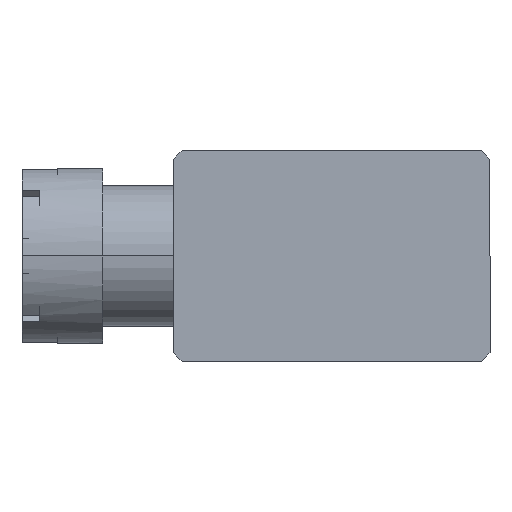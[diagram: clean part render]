
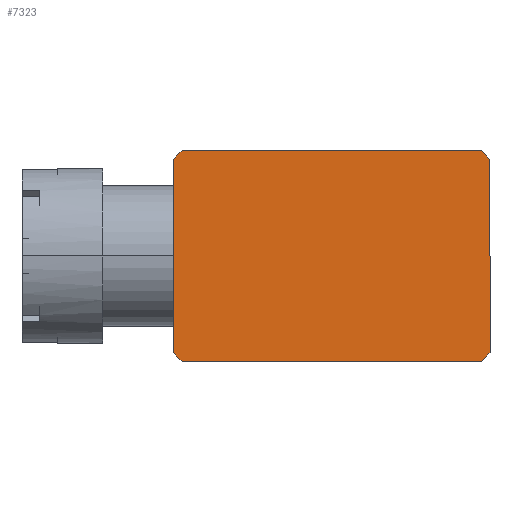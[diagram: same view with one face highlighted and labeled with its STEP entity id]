
A CAD part, left-side view. The second image highlights one B-rep face of the part: STEP entity #7323.
In plain terms, the highlighted face is planar.
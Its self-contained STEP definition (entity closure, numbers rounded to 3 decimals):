
#23 = VERTEX_POINT ( 'NONE', #4259 ) ;
#157 = EDGE_CURVE ( 'NONE', #2465, #6787, #3567, .T. ) ;
#311 = VERTEX_POINT ( 'NONE', #2431 ) ;
#338 = EDGE_CURVE ( 'NONE', #311, #2465, #1644, .T. ) ;
#362 = EDGE_CURVE ( 'NONE', #6787, #2983, #3086, .T. ) ;
#371 = EDGE_CURVE ( 'NONE', #23, #4981, #8049, .T. ) ;
#391 = EDGE_CURVE ( 'NONE', #4163, #1134, #7881, .T. ) ;
#1002 = DIRECTION ( 'NONE',  ( 1., 0., 0. ) ) ;
#1022 = ORIENTED_EDGE ( 'NONE', *, *, #5690, .T. ) ;
#1083 = VECTOR ( 'NONE', #2061, 1000. ) ;
#1134 = VERTEX_POINT ( 'NONE', #5644 ) ;
#1244 = VECTOR ( 'NONE', #4054, 1000. ) ;
#1279 = VECTOR ( 'NONE', #2199, 1000. ) ;
#1528 = EDGE_CURVE ( 'NONE', #4981, #4163, #8101, .T. ) ;
#1568 = CARTESIAN_POINT ( 'NONE',  ( 3., -4.25, 58. ) ) ;
#1592 = ORIENTED_EDGE ( 'NONE', *, *, #391, .T. ) ;
#1644 = LINE ( 'NONE', #2300, #4884 ) ;
#1768 = CARTESIAN_POINT ( 'NONE',  ( 2.75, -4.5, 58. ) ) ;
#2022 = LINE ( 'NONE', #7964, #5318 ) ;
#2059 = CARTESIAN_POINT ( 'NONE',  ( -7.375, -0.125, 58. ) ) ;
#2061 = DIRECTION ( 'NONE',  ( -0.707, -0.707, 0. ) ) ;
#2085 = CARTESIAN_POINT ( 'NONE',  ( -0.125, -7.375, 58. ) ) ;
#2186 = CARTESIAN_POINT ( 'NONE',  ( 4.375, 2.875, 58. ) ) ;
#2199 = DIRECTION ( 'NONE',  ( 0.707, 0.707, 0. ) ) ;
#2258 = DIRECTION ( 'NONE',  ( -0.707, 0.707, 0. ) ) ;
#2292 = DIRECTION ( 'NONE',  ( 0.707, -0.707, 0. ) ) ;
#2300 = CARTESIAN_POINT ( 'NONE',  ( -2.875, -4.375, 58. ) ) ;
#2307 = ORIENTED_EDGE ( 'NONE', *, *, #362, .T. ) ;
#2354 = ORIENTED_EDGE ( 'NONE', *, *, #157, .T. ) ;
#2431 = CARTESIAN_POINT ( 'NONE',  ( -3., -4.25, 58. ) ) ;
#2465 = VERTEX_POINT ( 'NONE', #3502 ) ;
#2488 = FACE_OUTER_BOUND ( 'NONE', #6209, .T. ) ;
#2556 = ORIENTED_EDGE ( 'NONE', *, *, #371, .T. ) ;
#2726 = CARTESIAN_POINT ( 'NONE',  ( 2.75, 4.5, 58. ) ) ;
#2983 = VERTEX_POINT ( 'NONE', #1568 ) ;
#3031 = CARTESIAN_POINT ( 'NONE',  ( -3., -4.5, 58. ) ) ;
#3086 = LINE ( 'NONE', #2085, #1279 ) ;
#3091 = CARTESIAN_POINT ( 'NONE',  ( -3., -4.5, 58. ) ) ;
#3202 = DIRECTION ( 'NONE',  ( 1., 0., 0. ) ) ;
#3469 = PLANE ( 'NONE',  #4475 ) ;
#3502 = CARTESIAN_POINT ( 'NONE',  ( -2.75, -4.5, 58. ) ) ;
#3567 = LINE ( 'NONE', #3091, #3788 ) ;
#3788 = VECTOR ( 'NONE', #3202, 1000. ) ;
#4051 = CARTESIAN_POINT ( 'NONE',  ( 3., 4.5, 58. ) ) ;
#4054 = DIRECTION ( 'NONE',  ( 0., 1., 0. ) ) ;
#4163 = VERTEX_POINT ( 'NONE', #6465 ) ;
#4259 = CARTESIAN_POINT ( 'NONE',  ( 3., 4.25, 58. ) ) ;
#4475 = AXIS2_PLACEMENT_3D ( 'NONE', #3031, #6414, #1002 ) ;
#4683 = VECTOR ( 'NONE', #2258, 1000. ) ;
#4756 = VECTOR ( 'NONE', #7979, 1000. ) ;
#4884 = VECTOR ( 'NONE', #2292, 1000. ) ;
#4981 = VERTEX_POINT ( 'NONE', #2726 ) ;
#5005 = ORIENTED_EDGE ( 'NONE', *, *, #1528, .T. ) ;
#5318 = VECTOR ( 'NONE', #7962, 1000. ) ;
#5644 = CARTESIAN_POINT ( 'NONE',  ( -3., 4.25, 58. ) ) ;
#5690 = EDGE_CURVE ( 'NONE', #1134, #311, #2022, .T. ) ;
#5742 = ORIENTED_EDGE ( 'NONE', *, *, #338, .T. ) ;
#6209 = EDGE_LOOP ( 'NONE', ( #1022, #5742, #2354, #2307, #7307, #2556, #5005, #1592 ) ) ;
#6414 = DIRECTION ( 'NONE',  ( 0., 0., 1. ) ) ;
#6465 = CARTESIAN_POINT ( 'NONE',  ( -2.75, 4.5, 58. ) ) ;
#6466 = LINE ( 'NONE', #4051, #1244 ) ;
#6787 = VERTEX_POINT ( 'NONE', #1768 ) ;
#7307 = ORIENTED_EDGE ( 'NONE', *, *, #7832, .T. ) ;
#7323 = ADVANCED_FACE ( 'NONE', ( #2488 ), #3469, .T. ) ;
#7832 = EDGE_CURVE ( 'NONE', #2983, #23, #6466, .T. ) ;
#7881 = LINE ( 'NONE', #2059, #1083 ) ;
#7957 = CARTESIAN_POINT ( 'NONE',  ( -3., 4.5, 58. ) ) ;
#7962 = DIRECTION ( 'NONE',  ( 0., -1., 0. ) ) ;
#7964 = CARTESIAN_POINT ( 'NONE',  ( -3., 4.5, 58. ) ) ;
#7979 = DIRECTION ( 'NONE',  ( -1., 0., 0. ) ) ;
#8049 = LINE ( 'NONE', #2186, #4683 ) ;
#8101 = LINE ( 'NONE', #7957, #4756 ) ;
